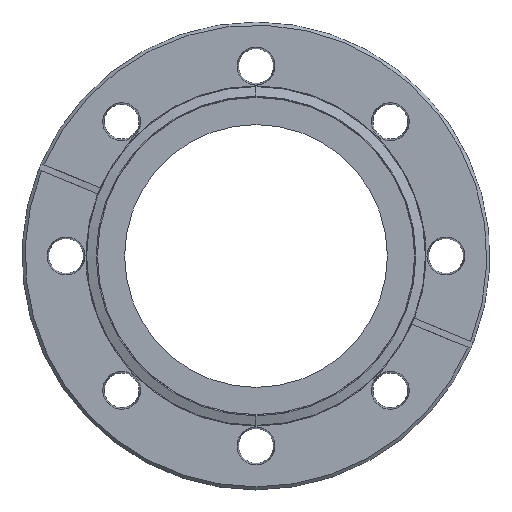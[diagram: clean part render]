
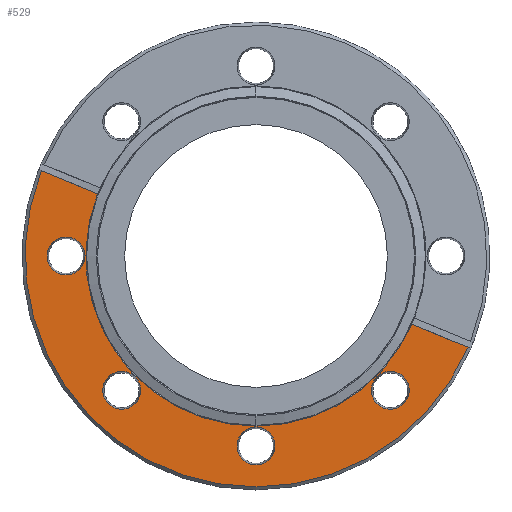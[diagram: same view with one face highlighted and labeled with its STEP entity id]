
A CAD part, left-side view. The second image highlights one B-rep face of the part: STEP entity #529.
In plain terms, the highlighted planar face has unit normal (-1, 0, 0).
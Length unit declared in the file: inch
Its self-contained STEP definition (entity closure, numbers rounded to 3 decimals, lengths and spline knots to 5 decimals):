
#20 = ORIENTED_EDGE ( 'NONE', *, *, #2764, .T. ) ;
#27 = CIRCLE ( 'NONE', #2574, 1.625 ) ;
#82 = DIRECTION ( 'NONE',  ( 0., 0., 1. ) ) ;
#103 = VERTEX_POINT ( 'NONE', #2547 ) ;
#114 = AXIS2_PLACEMENT_3D ( 'NONE', #704, #1937, #2857 ) ;
#126 = DIRECTION ( 'NONE',  ( 1., 0., 0. ) ) ;
#145 = VERTEX_POINT ( 'NONE', #2289 ) ;
#190 = CIRCLE ( 'NONE', #1617, 0.181 ) ;
#197 = DIRECTION ( 'NONE',  ( 0., 0., -1. ) ) ;
#234 = CARTESIAN_POINT ( 'NONE',  ( 0., 0., -1.814 ) ) ;
#273 = EDGE_CURVE ( 'NONE', #2449, #2816, #584, .T. ) ;
#280 = VERTEX_POINT ( 'NONE', #1927 ) ;
#320 = ORIENTED_EDGE ( 'NONE', *, *, #770, .T. ) ;
#366 = CARTESIAN_POINT ( 'NONE',  ( 0., 1.41141, 0.55107 ) ) ;
#374 = CARTESIAN_POINT ( 'NONE',  ( 0., 1.28269, -1.10169 ) ) ;
#379 = DIRECTION ( 'NONE',  ( 0., 0., -1. ) ) ;
#380 = AXIS2_PLACEMENT_3D ( 'NONE', #2593, #969, #2826 ) ;
#444 = AXIS2_PLACEMENT_3D ( 'NONE', #485, #2121, #2161 ) ;
#485 = CARTESIAN_POINT ( 'NONE',  ( 0., -1.28269, -1.28269 ) ) ;
#529 = ADVANCED_FACE ( 'NONE', ( #1509, #1031, #1735, #564, #595 ), #1307, .F. ) ;
#544 = CIRCLE ( 'NONE', #2602, 0.181 ) ;
#555 = DIRECTION ( 'NONE',  ( 0., 0., -1. ) ) ;
#564 = FACE_BOUND ( 'NONE', #2154, .T. ) ;
#584 = CIRCLE ( 'NONE', #380, 2.205 ) ;
#595 = FACE_OUTER_BOUND ( 'NONE', #1856, .T. ) ;
#616 = CIRCLE ( 'NONE', #2977, 0.181 ) ;
#689 = CARTESIAN_POINT ( 'NONE',  ( 0., 0., -1.633 ) ) ;
#701 = CARTESIAN_POINT ( 'NONE',  ( 0., 0., -2.205 ) ) ;
#704 = CARTESIAN_POINT ( 'NONE',  ( 0., 0., 0. ) ) ;
#725 = DIRECTION ( 'NONE',  ( 1., 0., 0. ) ) ;
#742 = CIRCLE ( 'NONE', #444, 0.181 ) ;
#755 = ORIENTED_EDGE ( 'NONE', *, *, #273, .T. ) ;
#770 = EDGE_CURVE ( 'NONE', #1308, #2449, #977, .T. ) ;
#792 = DIRECTION ( 'NONE',  ( 1., 0., 0. ) ) ;
#796 = ORIENTED_EDGE ( 'NONE', *, *, #876, .F. ) ;
#845 = CARTESIAN_POINT ( 'NONE',  ( 0., 2.235, 0. ) ) ;
#876 = EDGE_CURVE ( 'NONE', #2847, #1255, #27, .T. ) ;
#883 = DIRECTION ( 'NONE',  ( 0., 0., -1. ) ) ;
#916 = AXIS2_PLACEMENT_3D ( 'NONE', #234, #944, #1684 ) ;
#944 = DIRECTION ( 'NONE',  ( 1., 0., 0. ) ) ;
#957 = CIRCLE ( 'NONE', #114, 1.625 ) ;
#967 = DIRECTION ( 'NONE',  ( 0., 0., -1. ) ) ;
#968 = CARTESIAN_POINT ( 'NONE',  ( 0., -1.28269, -1.28269 ) ) ;
#969 = DIRECTION ( 'NONE',  ( -1., 0., 0. ) ) ;
#977 = CIRCLE ( 'NONE', #2939, 2.205 ) ;
#978 = CARTESIAN_POINT ( 'NONE',  ( 0., -1.38769, -0.60835 ) ) ;
#1018 = VERTEX_POINT ( 'NONE', #374 ) ;
#1031 = FACE_BOUND ( 'NONE', #1503, .T. ) ;
#1057 = DIRECTION ( 'NONE',  ( -1., 0., 0. ) ) ;
#1077 = DIRECTION ( 'NONE',  ( 0., -0.924, -0.383 ) ) ;
#1092 = DIRECTION ( 'NONE',  ( 1., 0., 0. ) ) ;
#1153 = CIRCLE ( 'NONE', #2817, 0.181 ) ;
#1179 = ORIENTED_EDGE ( 'NONE', *, *, #2025, .F. ) ;
#1186 = DIRECTION ( 'NONE',  ( 0., 0., -1. ) ) ;
#1219 = VERTEX_POINT ( 'NONE', #2835 ) ;
#1251 = EDGE_CURVE ( 'NONE', #2816, #2322, #2586, .T. ) ;
#1255 = VERTEX_POINT ( 'NONE', #1642 ) ;
#1268 = CARTESIAN_POINT ( 'NONE',  ( 0., 0., -1.814 ) ) ;
#1275 = CIRCLE ( 'NONE', #1667, 0.181 ) ;
#1282 = CARTESIAN_POINT ( 'NONE',  ( 0., 2.04882, 0.81509 ) ) ;
#1307 = PLANE ( 'NONE',  #2316 ) ;
#1308 = VERTEX_POINT ( 'NONE', #1282 ) ;
#1327 = CARTESIAN_POINT ( 'NONE',  ( 0., 1.814, 0. ) ) ;
#1363 = EDGE_CURVE ( 'NONE', #2898, #2370, #1275, .T. ) ;
#1392 = ORIENTED_EDGE ( 'NONE', *, *, #1801, .F. ) ;
#1407 = DIRECTION ( 'NONE',  ( 0., 0., -1. ) ) ;
#1438 = EDGE_CURVE ( 'NONE', #280, #1219, #2212, .T. ) ;
#1503 = EDGE_LOOP ( 'NONE', ( #2364, #2461 ) ) ;
#1509 = FACE_BOUND ( 'NONE', #3031, .T. ) ;
#1511 = LINE ( 'NONE', #366, #2639 ) ;
#1585 = EDGE_CURVE ( 'NONE', #1219, #280, #544, .T. ) ;
#1617 = AXIS2_PLACEMENT_3D ( 'NONE', #2224, #1753, #379 ) ;
#1642 = CARTESIAN_POINT ( 'NONE',  ( 0., 0., -1.625 ) ) ;
#1667 = AXIS2_PLACEMENT_3D ( 'NONE', #1268, #792, #555 ) ;
#1684 = DIRECTION ( 'NONE',  ( 0., 0., -1. ) ) ;
#1715 = EDGE_CURVE ( 'NONE', #1018, #3003, #190, .T. ) ;
#1735 = FACE_BOUND ( 'NONE', #2516, .T. ) ;
#1746 = ORIENTED_EDGE ( 'NONE', *, *, #1363, .T. ) ;
#1753 = DIRECTION ( 'NONE',  ( 1., 0., 0. ) ) ;
#1801 = EDGE_CURVE ( 'NONE', #1308, #2847, #1511, .T. ) ;
#1844 = CARTESIAN_POINT ( 'NONE',  ( 0., -1.48917, -0.65039 ) ) ;
#1851 = CIRCLE ( 'NONE', #916, 0.181 ) ;
#1856 = EDGE_LOOP ( 'NONE', ( #2737, #1179, #796, #1392, #320, #755 ) ) ;
#1874 = DIRECTION ( 'NONE',  ( 0., 0.924, 0.383 ) ) ;
#1927 = CARTESIAN_POINT ( 'NONE',  ( 0., 1.814, 0.181 ) ) ;
#1930 = CARTESIAN_POINT ( 'NONE',  ( 0., 1.51289, 0.59311 ) ) ;
#1937 = DIRECTION ( 'NONE',  ( -1., 0., 0. ) ) ;
#1997 = ORIENTED_EDGE ( 'NONE', *, *, #1585, .T. ) ;
#2025 = EDGE_CURVE ( 'NONE', #1255, #2322, #957, .T. ) ;
#2038 = DIRECTION ( 'NONE',  ( 0., 0., -1. ) ) ;
#2040 = DIRECTION ( 'NONE',  ( 1., 0., 0. ) ) ;
#2077 = EDGE_CURVE ( 'NONE', #103, #145, #1153, .T. ) ;
#2086 = ORIENTED_EDGE ( 'NONE', *, *, #2887, .T. ) ;
#2114 = DIRECTION ( 'NONE',  ( 1., 0., 0. ) ) ;
#2116 = CARTESIAN_POINT ( 'NONE',  ( 0., 0., -1.995 ) ) ;
#2121 = DIRECTION ( 'NONE',  ( 1., 0., 0. ) ) ;
#2154 = EDGE_LOOP ( 'NONE', ( #3028, #20 ) ) ;
#2161 = DIRECTION ( 'NONE',  ( 0., 0., -1. ) ) ;
#2212 = CIRCLE ( 'NONE', #2405, 0.181 ) ;
#2224 = CARTESIAN_POINT ( 'NONE',  ( 0., 1.28269, -1.28269 ) ) ;
#2289 = CARTESIAN_POINT ( 'NONE',  ( 0., -1.28269, -1.46369 ) ) ;
#2316 = AXIS2_PLACEMENT_3D ( 'NONE', #845, #1092, #197 ) ;
#2322 = VERTEX_POINT ( 'NONE', #1844 ) ;
#2364 = ORIENTED_EDGE ( 'NONE', *, *, #2077, .T. ) ;
#2367 = CARTESIAN_POINT ( 'NONE',  ( 0., -2.02509, -0.87237 ) ) ;
#2370 = VERTEX_POINT ( 'NONE', #689 ) ;
#2402 = CARTESIAN_POINT ( 'NONE',  ( 0., 0., 0. ) ) ;
#2405 = AXIS2_PLACEMENT_3D ( 'NONE', #1327, #126, #2038 ) ;
#2442 = EDGE_CURVE ( 'NONE', #145, #103, #742, .T. ) ;
#2449 = VERTEX_POINT ( 'NONE', #701 ) ;
#2461 = ORIENTED_EDGE ( 'NONE', *, *, #2442, .T. ) ;
#2516 = EDGE_LOOP ( 'NONE', ( #2086, #1746 ) ) ;
#2547 = CARTESIAN_POINT ( 'NONE',  ( 0., -1.28269, -1.10169 ) ) ;
#2574 = AXIS2_PLACEMENT_3D ( 'NONE', #2402, #1057, #82 ) ;
#2586 = LINE ( 'NONE', #978, #2592 ) ;
#2592 = VECTOR ( 'NONE', #1874, 39.37008 ) ;
#2593 = CARTESIAN_POINT ( 'NONE',  ( 0., 0., 0. ) ) ;
#2602 = AXIS2_PLACEMENT_3D ( 'NONE', #2831, #2114, #1407 ) ;
#2639 = VECTOR ( 'NONE', #1077, 39.37008 ) ;
#2737 = ORIENTED_EDGE ( 'NONE', *, *, #1251, .T. ) ;
#2764 = EDGE_CURVE ( 'NONE', #3003, #1018, #616, .T. ) ;
#2783 = CARTESIAN_POINT ( 'NONE',  ( 0., 1.28269, -1.28269 ) ) ;
#2816 = VERTEX_POINT ( 'NONE', #2367 ) ;
#2817 = AXIS2_PLACEMENT_3D ( 'NONE', #968, #725, #1186 ) ;
#2826 = DIRECTION ( 'NONE',  ( 0., 0., -1. ) ) ;
#2831 = CARTESIAN_POINT ( 'NONE',  ( 0., 1.814, 0. ) ) ;
#2835 = CARTESIAN_POINT ( 'NONE',  ( 0., 1.814, -0.181 ) ) ;
#2839 = DIRECTION ( 'NONE',  ( -1., 0., 0. ) ) ;
#2847 = VERTEX_POINT ( 'NONE', #1930 ) ;
#2857 = DIRECTION ( 'NONE',  ( 0., 0., 1. ) ) ;
#2871 = CARTESIAN_POINT ( 'NONE',  ( 0., 0., 0. ) ) ;
#2878 = CARTESIAN_POINT ( 'NONE',  ( 0., 1.28269, -1.46369 ) ) ;
#2887 = EDGE_CURVE ( 'NONE', #2370, #2898, #1851, .T. ) ;
#2898 = VERTEX_POINT ( 'NONE', #2116 ) ;
#2907 = ORIENTED_EDGE ( 'NONE', *, *, #1438, .T. ) ;
#2939 = AXIS2_PLACEMENT_3D ( 'NONE', #2871, #2839, #967 ) ;
#2977 = AXIS2_PLACEMENT_3D ( 'NONE', #2783, #2040, #883 ) ;
#3003 = VERTEX_POINT ( 'NONE', #2878 ) ;
#3028 = ORIENTED_EDGE ( 'NONE', *, *, #1715, .T. ) ;
#3031 = EDGE_LOOP ( 'NONE', ( #2907, #1997 ) ) ;
